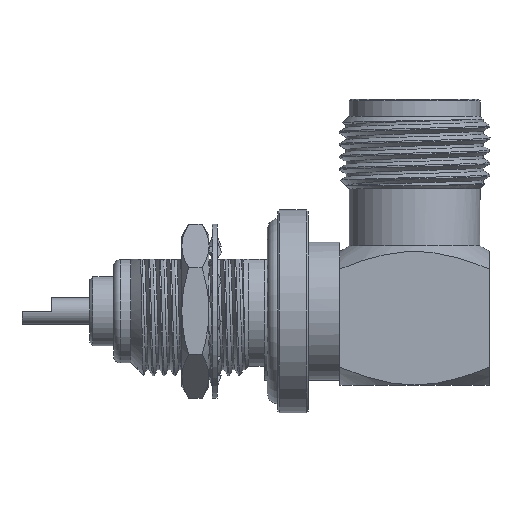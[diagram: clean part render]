
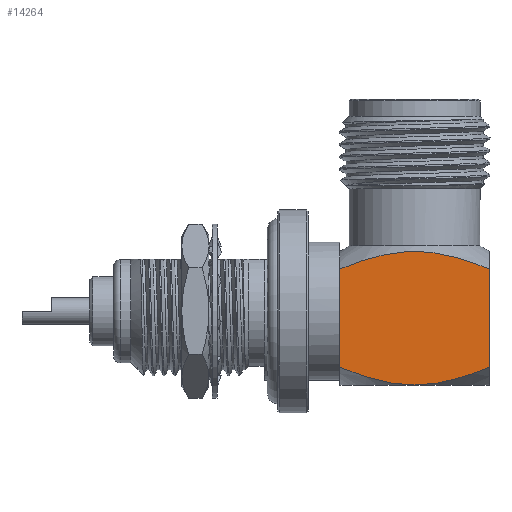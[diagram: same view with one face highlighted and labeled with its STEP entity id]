
A CAD part, top view. The second image highlights one B-rep face of the part: STEP entity #14264.
In plain terms, the highlighted planar face has unit normal (0, 0, 1).
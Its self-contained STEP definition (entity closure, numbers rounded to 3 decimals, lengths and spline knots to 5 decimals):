
#58 = CARTESIAN_POINT ( 'NONE',  ( 0.14691, -0.18921, 0.2175 ) ) ;
#280 = CARTESIAN_POINT ( 'NONE',  ( 0.07515, 0.16779, 0.2175 ) ) ;
#737 = CARTESIAN_POINT ( 'NONE',  ( -0.2175, 0.12176, 0.2175 ) ) ;
#775 = B_SPLINE_CURVE_WITH_KNOTS ( 'NONE', 3,
 ( #15128, #17081, #23301, #7916, #21267, #23384, #19492, #21434, #11791, #21188, #280, #17316, #15621, #9681, #15379, #13746 ),
 .UNSPECIFIED., .F., .F.,
 ( 4, 2, 2, 2, 2, 2, 2, 4 ),
 ( 0.00592, 0.00878, 0.01021, 0.01093, 0.01165, 0.01451, 0.01595, 0.01738 ),
 .UNSPECIFIED. ) ;
#1837 = CARTESIAN_POINT ( 'NONE',  ( 0.07455, -0.2091, 0.2175 ) ) ;
#3094 = CARTESIAN_POINT ( 'NONE',  ( -0.01871, -0.21495, 0.2175 ) ) ;
#3214 = VERTEX_POINT ( 'NONE', #23141 ) ;
#3252 = CARTESIAN_POINT ( 'NONE',  ( -0.14728, -0.19002, 0.2175 ) ) ;
#4480 = B_SPLINE_CURVE_WITH_KNOTS ( 'NONE', 3,
 ( #10628, #3094, #12656, #6783, #16413, #3252, #8774, #7099 ),
 .UNSPECIFIED., .F., .F.,
 ( 4, 2, 2, 4 ),
 ( 0.02006, 0.02148, 0.02289, 0.02572 ),
 .UNSPECIFIED. ) ;
#5247 = DIRECTION ( 'NONE',  ( 0., 0., -1. ) ) ;
#5549 = ORIENTED_EDGE ( 'NONE', *, *, #6369, .F. ) ;
#5594 = VERTEX_POINT ( 'NONE', #737 ) ;
#5922 = EDGE_CURVE ( 'NONE', #3214, #23436, #4480, .T. ) ;
#5957 = VECTOR ( 'NONE', #21107, 39.37008 ) ;
#6369 = EDGE_CURVE ( 'NONE', #5594, #20025, #775, .T. ) ;
#6783 = CARTESIAN_POINT ( 'NONE',  ( -0.07477, -0.20815, 0.2175 ) ) ;
#7099 = CARTESIAN_POINT ( 'NONE',  ( -0.2175, -0.16294, 0.2175 ) ) ;
#7350 = DIRECTION ( 'NONE',  ( -1., 0., 0. ) ) ;
#7590 = CARTESIAN_POINT ( 'NONE',  ( 0.2175, -0.21495, 0.2175 ) ) ;
#7697 = CARTESIAN_POINT ( 'NONE',  ( 0.2175, -0.16294, 0.2175 ) ) ;
#7790 = CARTESIAN_POINT ( 'NONE',  ( 0.2175, 0.12176, 0.2175 ) ) ;
#7856 = CARTESIAN_POINT ( 'NONE',  ( 0.20012, -0.17004, 0.2175 ) ) ;
#7916 = CARTESIAN_POINT ( 'NONE',  ( -0.09254, 0.1632, 0.2175 ) ) ;
#8682 = ORIENTED_EDGE ( 'NONE', *, *, #19937, .F. ) ;
#8774 = CARTESIAN_POINT ( 'NONE',  ( -0.18278, -0.17711, 0.2175 ) ) ;
#9412 = CARTESIAN_POINT ( 'NONE',  ( -0.2175, -0.16294, 0.2175 ) ) ;
#9681 = CARTESIAN_POINT ( 'NONE',  ( 0.18271, 0.13555, 0.2175 ) ) ;
#9703 = CARTESIAN_POINT ( 'NONE',  ( 0.18256, -0.17679, 0.2175 ) ) ;
#10628 = CARTESIAN_POINT ( 'NONE',  ( 0., -0.21495, 0.2175 ) ) ;
#11791 = CARTESIAN_POINT ( 'NONE',  ( -0.00854, 0.1738, 0.2175 ) ) ;
#11941 = CARTESIAN_POINT ( 'NONE',  ( -0.2175, -0.21495, 0.2175 ) ) ;
#12346 = EDGE_CURVE ( 'NONE', #24966, #20025, #19536, .T. ) ;
#12656 = CARTESIAN_POINT ( 'NONE',  ( -0.03769, -0.2135, 0.2175 ) ) ;
#12815 = CARTESIAN_POINT ( 'NONE',  ( 0., 0., 0.2175 ) ) ;
#12883 = EDGE_LOOP ( 'NONE', ( #8682, #19113, #5549, #16314, #15224 ) ) ;
#12919 = LINE ( 'NONE', #11941, #21104 ) ;
#13733 = CARTESIAN_POINT ( 'NONE',  ( 0.2175, -0.16294, 0.2175 ) ) ;
#13746 = CARTESIAN_POINT ( 'NONE',  ( 0.2175, 0.12176, 0.2175 ) ) ;
#14264 = ADVANCED_FACE ( 'NONE', ( #17390 ), #24323, .F. ) ;
#15128 = CARTESIAN_POINT ( 'NONE',  ( -0.2175, 0.12176, 0.2175 ) ) ;
#15224 = ORIENTED_EDGE ( 'NONE', *, *, #5922, .F. ) ;
#15322 = CARTESIAN_POINT ( 'NONE',  ( 0.03774, -0.21495, 0.2175 ) ) ;
#15379 = CARTESIAN_POINT ( 'NONE',  ( 0.20019, 0.12883, 0.2175 ) ) ;
#15621 = CARTESIAN_POINT ( 'NONE',  ( 0.14723, 0.14793, 0.2175 ) ) ;
#16314 = ORIENTED_EDGE ( 'NONE', *, *, #22515, .T. ) ;
#16343 = B_SPLINE_CURVE_WITH_KNOTS ( 'NONE', 3,
 ( #7697, #7856, #9703, #58, #21458, #1837, #15322, #23080 ),
 .UNSPECIFIED., .F., .F.,
 ( 4, 2, 2, 4 ),
 ( 0.01435, 0.01578, 0.01721, 0.02006 ),
 .UNSPECIFIED. ) ;
#16413 = CARTESIAN_POINT ( 'NONE',  ( -0.09304, -0.20426, 0.2175 ) ) ;
#17081 = CARTESIAN_POINT ( 'NONE',  ( -0.18265, 0.13599, 0.2175 ) ) ;
#17316 = CARTESIAN_POINT ( 'NONE',  ( 0.12928, 0.15356, 0.2175 ) ) ;
#17390 = FACE_OUTER_BOUND ( 'NONE', #12883, .T. ) ;
#19113 = ORIENTED_EDGE ( 'NONE', *, *, #12346, .T. ) ;
#19492 = CARTESIAN_POINT ( 'NONE',  ( -0.03693, 0.17209, 0.2175 ) ) ;
#19536 = LINE ( 'NONE', #7590, #5957 ) ;
#19809 = DIRECTION ( 'NONE',  ( 0., -1., 0. ) ) ;
#19937 = EDGE_CURVE ( 'NONE', #24966, #3214, #16343, .T. ) ;
#20025 = VERTEX_POINT ( 'NONE', #7790 ) ;
#21104 = VECTOR ( 'NONE', #19809, 39.37008 ) ;
#21107 = DIRECTION ( 'NONE',  ( 0., 1., 0. ) ) ;
#21188 = CARTESIAN_POINT ( 'NONE',  ( 0.03848, 0.17369, 0.2175 ) ) ;
#21267 = CARTESIAN_POINT ( 'NONE',  ( -0.0742, 0.16708, 0.2175 ) ) ;
#21434 = CARTESIAN_POINT ( 'NONE',  ( -0.01805, 0.17346, 0.2175 ) ) ;
#21458 = CARTESIAN_POINT ( 'NONE',  ( 0.1289, -0.19486, 0.2175 ) ) ;
#22515 = EDGE_CURVE ( 'NONE', #5594, #23436, #12919, .T. ) ;
#23080 = CARTESIAN_POINT ( 'NONE',  ( 0., -0.21495, 0.2175 ) ) ;
#23141 = CARTESIAN_POINT ( 'NONE',  ( 0., -0.21495, 0.2175 ) ) ;
#23185 = AXIS2_PLACEMENT_3D ( 'NONE', #12815, #5247, #7350 ) ;
#23301 = CARTESIAN_POINT ( 'NONE',  ( -0.14701, 0.14894, 0.2175 ) ) ;
#23384 = CARTESIAN_POINT ( 'NONE',  ( -0.04629, 0.17107, 0.2175 ) ) ;
#23436 = VERTEX_POINT ( 'NONE', #9412 ) ;
#24323 = PLANE ( 'NONE',  #23185 ) ;
#24966 = VERTEX_POINT ( 'NONE', #13733 ) ;
